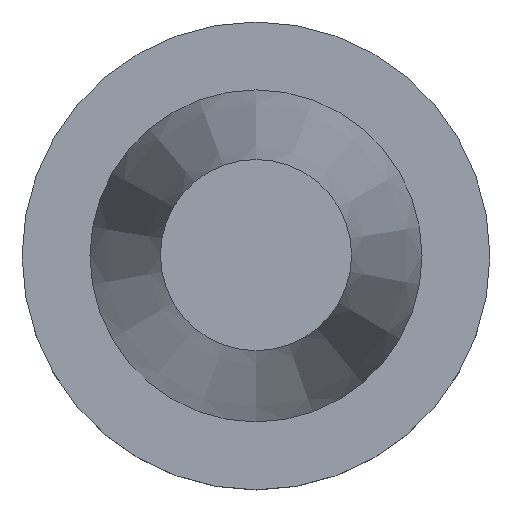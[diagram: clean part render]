
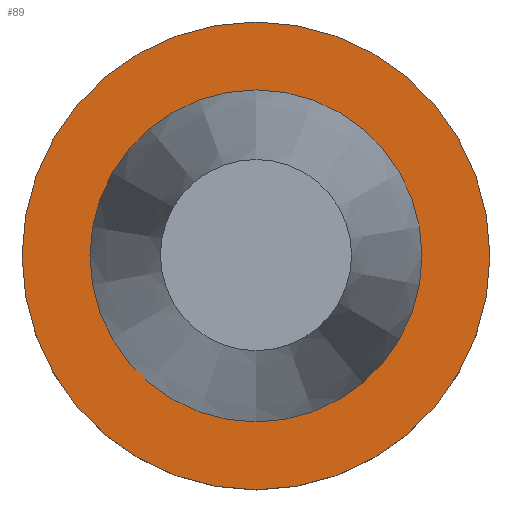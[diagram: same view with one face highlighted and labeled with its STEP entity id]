
A CAD part, top view. The second image highlights one B-rep face of the part: STEP entity #89.
In plain terms, the highlighted planar face has unit normal (0, 0, 1).
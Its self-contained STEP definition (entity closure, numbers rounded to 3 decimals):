
#78=EDGE_CURVE('Unnamed[1]',#187,#187,#188,.T.);
#89=ADVANCED_FACE('Unnamed[1]',(#202,#203),#204,.T.);
#102=EDGE_CURVE('Unnamed[1]',#224,#224,#225,.T.);
#187=VERTEX_POINT('',#329);
#188=CIRCLE('',#330,49.213);
#202=FACE_OUTER_BOUND('',#347,.T.);
#203=FACE_BOUND('',#348,.T.);
#204=PLANE('',#349);
#224=VERTEX_POINT('',#374);
#225=CIRCLE('',#375,34.925);
#329=CARTESIAN_POINT('',(0.,49.213,-1.5));
#330=AXIS2_PLACEMENT_3D('',#480,#481,#482);
#347=EDGE_LOOP('',(#494));
#348=EDGE_LOOP('',(#495));
#349=AXIS2_PLACEMENT_3D('',#496,#497,#498);
#374=CARTESIAN_POINT('',(0.,34.925,-1.5));
#375=AXIS2_PLACEMENT_3D('',#520,#521,#522);
#480=CARTESIAN_POINT('',(0.,0.,-1.5));
#481=DIRECTION('',(0.,0.,-1.0));
#482=DIRECTION('',(0.,1.0,0.));
#494=ORIENTED_EDGE('',*,*,#78,.F.);
#495=ORIENTED_EDGE('',*,*,#102,.T.);
#496=CARTESIAN_POINT('',(0.,42.069,-1.5));
#497=DIRECTION('',(0.,0.,1.0));
#498=DIRECTION('',(0.,-1.0,0.));
#520=CARTESIAN_POINT('',(0.,0.,-1.5));
#521=DIRECTION('',(0.,0.,-1.0));
#522=DIRECTION('',(0.,1.0,0.));
